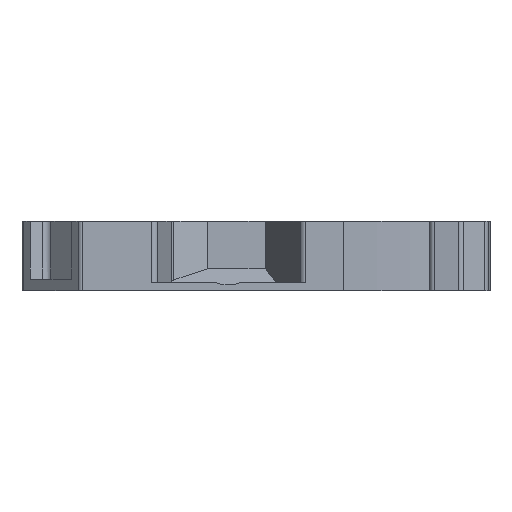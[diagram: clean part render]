
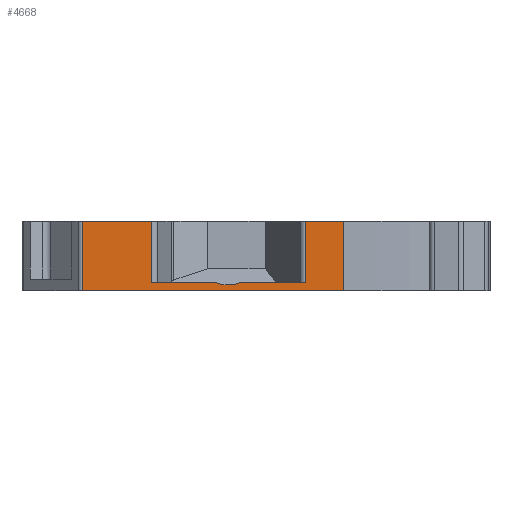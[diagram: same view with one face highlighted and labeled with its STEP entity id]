
A CAD part, left-side view. The second image highlights one B-rep face of the part: STEP entity #4668.
In plain terms, the highlighted planar face has unit normal (-1, 0, 0).
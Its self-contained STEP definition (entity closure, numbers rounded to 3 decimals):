
#1012=DIRECTION('',(0.,-1.,0.));
#1013=VECTOR('',#1012,3.286);
#1014=CARTESIAN_POINT('',(-19.5,-2.266,3.));
#1015=LINE('',#1014,#1013);
#1016=DIRECTION('',(0.,1.,0.));
#1017=VECTOR('',#1016,22.545);
#1018=CARTESIAN_POINT('',(-19.5,-5.552,-3.));
#1019=LINE('',#1018,#1017);
#1020=DIRECTION('',(0.,0.,1.));
#1021=VECTOR('',#1020,6.);
#1022=CARTESIAN_POINT('',(-19.5,16.993,-3.));
#1023=LINE('',#1022,#1021);
#1024=DIRECTION('',(0.,-1.,0.));
#1025=VECTOR('',#1024,6.009);
#1026=CARTESIAN_POINT('',(-19.5,16.993,3.));
#1027=LINE('',#1026,#1025);
#1028=CARTESIAN_POINT('',(-19.5,4.4,0.5));
#1029=DIRECTION('',(-1.,0.,0.));
#1030=DIRECTION('',(0.,0.359,-0.933));
#1031=AXIS2_PLACEMENT_3D('',#1028,#1029,#1030);
#1033=CARTESIAN_POINT('',(-19.5,4.4,0.5));
#1034=DIRECTION('',(-1.,0.,0.));
#1035=DIRECTION('',(0.,0.,-1.));
#1036=AXIS2_PLACEMENT_3D('',#1033,#1034,#1035);
#1038=DIRECTION('',(0.,0.,1.));
#1039=VECTOR('',#1038,6.);
#1040=CARTESIAN_POINT('',(-19.5,-5.552,-3.));
#1041=LINE('',#1040,#1039);
#1306=DIRECTION('',(0.,0.,1.));
#1307=VECTOR('',#1306,5.3);
#1308=CARTESIAN_POINT('',(-19.5,10.984,-2.3));
#1309=LINE('',#1308,#1307);
#1357=DIRECTION('',(0.,0.,-1.));
#1358=VECTOR('',#1357,5.3);
#1359=CARTESIAN_POINT('',(-19.5,-2.266,3.));
#1360=LINE('',#1359,#1358);
#1378=DIRECTION('',(0.,1.,0.));
#1379=VECTOR('',#1378,5.589);
#1380=CARTESIAN_POINT('',(-19.5,-2.266,-2.3));
#1381=LINE('',#1380,#1379);
#1400=DIRECTION('',(0.,1.,0.));
#1401=VECTOR('',#1400,5.507);
#1402=CARTESIAN_POINT('',(-19.5,5.477,-2.3));
#1403=LINE('',#1402,#1401);
#3111=CARTESIAN_POINT('',(-19.5,-5.552,3.));
#3112=VERTEX_POINT('',#3111);
#3113=CARTESIAN_POINT('',(-19.5,-2.266,3.));
#3114=VERTEX_POINT('',#3113);
#3127=CARTESIAN_POINT('',(-19.5,10.984,3.));
#3128=VERTEX_POINT('',#3127);
#3129=CARTESIAN_POINT('',(-19.5,16.993,3.));
#3130=VERTEX_POINT('',#3129);
#3283=CARTESIAN_POINT('',(-19.5,16.993,-3.));
#3284=VERTEX_POINT('',#3283);
#3285=CARTESIAN_POINT('',(-19.5,-5.552,-3.));
#3286=VERTEX_POINT('',#3285);
#3431=CARTESIAN_POINT('',(-19.5,5.477,-2.3));
#3432=CARTESIAN_POINT('',(-19.5,10.984,-2.3));
#3433=VERTEX_POINT('',#3431);
#3434=VERTEX_POINT('',#3432);
#3435=CARTESIAN_POINT('',(-19.5,4.4,-2.5));
#3436=VERTEX_POINT('',#3435);
#3437=CARTESIAN_POINT('',(-19.5,3.323,-2.3));
#3438=VERTEX_POINT('',#3437);
#3439=CARTESIAN_POINT('',(-19.5,-2.266,-2.3));
#3440=VERTEX_POINT('',#3439);
#4643=CARTESIAN_POINT('',(-19.5,5.72,0.));
#4644=DIRECTION('',(1.,0.,0.));
#4645=DIRECTION('',(0.,-1.,0.));
#4646=AXIS2_PLACEMENT_3D('',#4643,#4644,#4645);
#4647=PLANE('',#4646);
#4648=ORIENTED_EDGE('',*,*,#3914,.T.);
#4650=ORIENTED_EDGE('',*,*,#4649,.F.);
#4651=ORIENTED_EDGE('',*,*,#4182,.T.);
#4652=ORIENTED_EDGE('',*,*,#4636,.T.);
#4653=ORIENTED_EDGE('',*,*,#3930,.T.);
#4655=ORIENTED_EDGE('',*,*,#4654,.F.);
#4657=ORIENTED_EDGE('',*,*,#4656,.F.);
#4659=ORIENTED_EDGE('',*,*,#4658,.T.);
#4661=ORIENTED_EDGE('',*,*,#4660,.T.);
#4663=ORIENTED_EDGE('',*,*,#4662,.F.);
#4665=ORIENTED_EDGE('',*,*,#4664,.F.);
#4666=EDGE_LOOP('',(#4648,#4650,#4651,#4652,#4653,#4655,#4657,#4659,#4661,#4663,
#4665));
#4667=FACE_OUTER_BOUND('',#4666,.F.);
#1032=CIRCLE('',#1031,3.);
#1037=CIRCLE('',#1036,3.);
#3914=EDGE_CURVE('',#3114,#3112,#1015,.T.);
#3930=EDGE_CURVE('',#3130,#3128,#1027,.T.);
#4182=EDGE_CURVE('',#3286,#3284,#1019,.T.);
#4636=EDGE_CURVE('',#3284,#3130,#1023,.T.);
#4649=EDGE_CURVE('',#3286,#3112,#1041,.T.);
#4654=EDGE_CURVE('',#3434,#3128,#1309,.T.);
#4656=EDGE_CURVE('',#3433,#3434,#1403,.T.);
#4658=EDGE_CURVE('',#3433,#3436,#1032,.T.);
#4660=EDGE_CURVE('',#3436,#3438,#1037,.T.);
#4662=EDGE_CURVE('',#3440,#3438,#1381,.T.);
#4664=EDGE_CURVE('',#3114,#3440,#1360,.T.);
#4668=ADVANCED_FACE('',(#4667),#4647,.F.);
